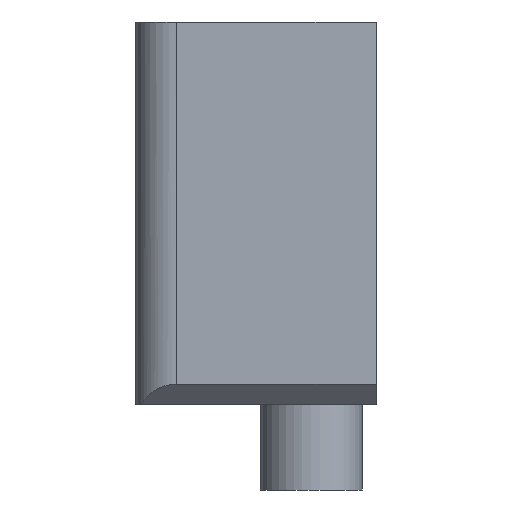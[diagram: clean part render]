
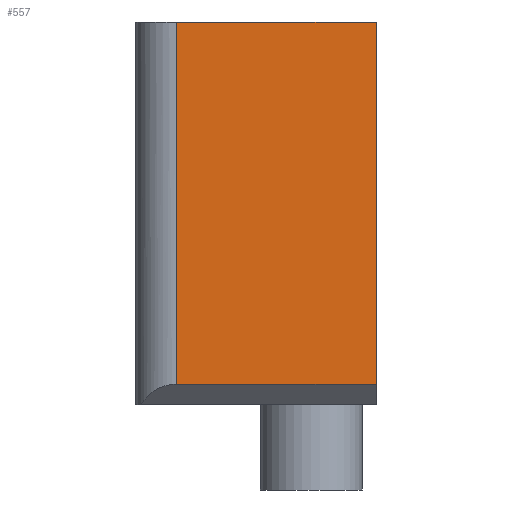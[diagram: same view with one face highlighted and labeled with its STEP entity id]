
A CAD part, left-side view. The second image highlights one B-rep face of the part: STEP entity #557.
In plain terms, the highlighted planar face has unit normal (-1, 0, 0).
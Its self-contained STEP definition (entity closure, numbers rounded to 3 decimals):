
#27=PLANE('',#612);
#57=FACE_OUTER_BOUND('',#90,.T.);
#90=EDGE_LOOP('',(#424,#425,#426,#427));
#123=LINE('',#825,#187);
#130=LINE('',#848,#194);
#133=LINE('',#856,#197);
#134=LINE('',#858,#198);
#187=VECTOR('',#665,10.);
#194=VECTOR('',#688,10.);
#197=VECTOR('',#697,10.);
#198=VECTOR('',#700,10.);
#264=VERTEX_POINT('',#822);
#265=VERTEX_POINT('',#824);
#271=VERTEX_POINT('',#844);
#273=VERTEX_POINT('',#847);
#319=EDGE_CURVE('',#265,#264,#123,.F.);
#329=EDGE_CURVE('',#271,#273,#130,.T.);
#334=EDGE_CURVE('',#265,#271,#133,.T.);
#335=EDGE_CURVE('',#264,#273,#134,.T.);
#424=ORIENTED_EDGE('',*,*,#334,.F.);
#425=ORIENTED_EDGE('',*,*,#319,.T.);
#426=ORIENTED_EDGE('',*,*,#335,.T.);
#427=ORIENTED_EDGE('',*,*,#329,.F.);
#557=ADVANCED_FACE('',(#57),#27,.F.);
#612=AXIS2_PLACEMENT_3D('',#857,#698,#699);
#665=DIRECTION('',(0.,0.,-1.));
#688=DIRECTION('',(0.,0.,1.));
#697=DIRECTION('',(0.,1.,0.));
#698=DIRECTION('center_axis',(1.,0.,0.));
#699=DIRECTION('ref_axis',(0.,1.,0.));
#700=DIRECTION('',(0.,1.,0.));
#822=CARTESIAN_POINT('',(5.836,24.35,12.52));
#824=CARTESIAN_POINT('',(5.836,24.35,3.62));
#825=CARTESIAN_POINT('',(5.836,24.35,7.495));
#844=CARTESIAN_POINT('',(5.836,29.259,3.62));
#847=CARTESIAN_POINT('',(5.836,29.259,12.52));
#848=CARTESIAN_POINT('',(5.836,29.259,10.52));
#856=CARTESIAN_POINT('',(5.836,15.992,3.62));
#857=CARTESIAN_POINT('Origin',(5.836,6.648,10.52));
#858=CARTESIAN_POINT('',(5.836,30.259,12.52));
